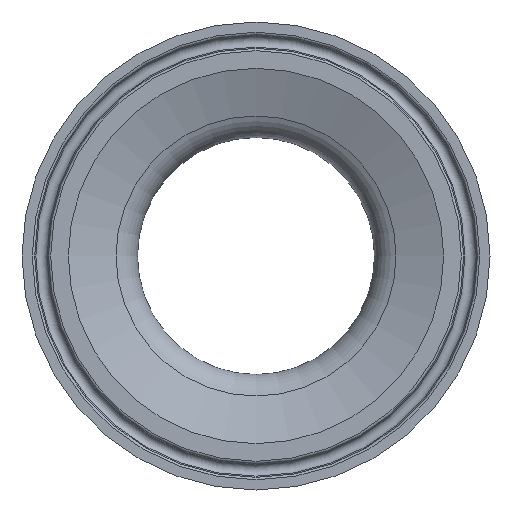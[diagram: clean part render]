
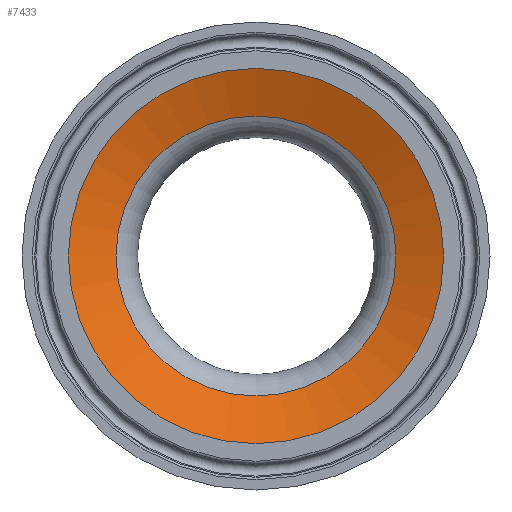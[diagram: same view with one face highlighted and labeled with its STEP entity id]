
A CAD part, left-side view. The second image highlights one B-rep face of the part: STEP entity #7433.
In plain terms, the highlighted conical face has half-angle 70 degrees and reference radius 29.731 mm.
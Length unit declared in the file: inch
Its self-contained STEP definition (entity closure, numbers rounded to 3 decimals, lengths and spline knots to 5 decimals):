
#14=CONICAL_SURFACE('',#7923,1.1705,1.222);
#849=FACE_OUTER_BOUND('',#1290,.T.);
#1290=EDGE_LOOP('',(#6836,#6837,#6838,#6839,#6840,#6841,#6842));
#1829=CIRCLE('',#7912,1.07049);
#1830=CIRCLE('',#7913,1.07049);
#1835=CIRCLE('',#7918,1.07049);
#1839=CIRCLE('',#7924,1.435);
#1840=CIRCLE('',#7925,1.435);
#2384=LINE('',#16287,#2882);
#2882=VECTOR('',#9386,1.1705);
#3584=VERTEX_POINT('',#16264);
#3585=VERTEX_POINT('',#16265);
#3586=VERTEX_POINT('',#16267);
#3593=VERTEX_POINT('',#16286);
#3594=VERTEX_POINT('',#16288);
#4680=EDGE_CURVE('',#3584,#3585,#1829,.T.);
#4681=EDGE_CURVE('',#3585,#3586,#1830,.T.);
#4686=EDGE_CURVE('',#3586,#3584,#1835,.T.);
#4691=EDGE_CURVE('',#3585,#3593,#2384,.T.);
#4692=EDGE_CURVE('',#3594,#3593,#1839,.T.);
#4693=EDGE_CURVE('',#3593,#3594,#1840,.T.);
#6836=ORIENTED_EDGE('',*,*,#4680,.F.);
#6837=ORIENTED_EDGE('',*,*,#4686,.F.);
#6838=ORIENTED_EDGE('',*,*,#4681,.F.);
#6839=ORIENTED_EDGE('',*,*,#4691,.T.);
#6840=ORIENTED_EDGE('',*,*,#4692,.F.);
#6841=ORIENTED_EDGE('',*,*,#4693,.F.);
#6842=ORIENTED_EDGE('',*,*,#4691,.F.);
#7433=ADVANCED_FACE('',(#849),#14,.F.);
#7912=AXIS2_PLACEMENT_3D('',#16266,#9361,#9362);
#7913=AXIS2_PLACEMENT_3D('',#16268,#9363,#9364);
#7918=AXIS2_PLACEMENT_3D('',#16276,#9373,#9374);
#7923=AXIS2_PLACEMENT_3D('',#16285,#9384,#9385);
#7924=AXIS2_PLACEMENT_3D('',#16289,#9387,#9388);
#7925=AXIS2_PLACEMENT_3D('',#16290,#9389,#9390);
#9361=DIRECTION('center_axis',(-1.,0.,0.));
#9362=DIRECTION('ref_axis',(0.,-1.,0.));
#9363=DIRECTION('center_axis',(-1.,0.,0.));
#9364=DIRECTION('ref_axis',(0.,-1.,0.));
#9373=DIRECTION('center_axis',(-1.,0.,0.));
#9374=DIRECTION('ref_axis',(0.,-1.,0.));
#9384=DIRECTION('center_axis',(-1.,0.,0.));
#9385=DIRECTION('ref_axis',(0.,1.,0.));
#9386=DIRECTION('',(-0.342,-0.94,0.));
#9387=DIRECTION('center_axis',(1.,0.,0.));
#9388=DIRECTION('ref_axis',(0.,0.,-1.));
#9389=DIRECTION('center_axis',(1.,0.,0.));
#9390=DIRECTION('ref_axis',(0.,0.,-1.));
#16264=CARTESIAN_POINT('',(0.13267,1.07049,0.));
#16265=CARTESIAN_POINT('',(0.13267,-1.07049,0.));
#16266=CARTESIAN_POINT('Origin',(0.13267,0.,0.));
#16267=CARTESIAN_POINT('',(0.13267,0.,1.07049));
#16268=CARTESIAN_POINT('Origin',(0.13267,0.,0.));
#16276=CARTESIAN_POINT('Origin',(0.13267,0.,0.));
#16285=CARTESIAN_POINT('Origin',(0.09627,0.,0.));
#16286=CARTESIAN_POINT('',(0.,-1.435,0.));
#16287=CARTESIAN_POINT('',(0.09627,-1.1705,0.));
#16288=CARTESIAN_POINT('',(0.,1.435,0.));
#16289=CARTESIAN_POINT('Origin',(0.,0.,0.));
#16290=CARTESIAN_POINT('Origin',(0.,0.,0.));
